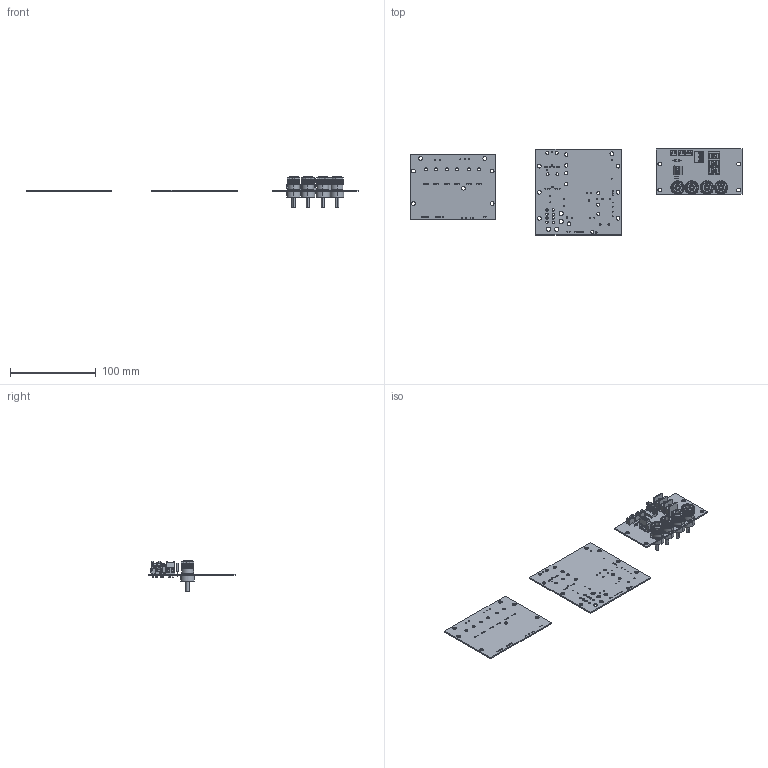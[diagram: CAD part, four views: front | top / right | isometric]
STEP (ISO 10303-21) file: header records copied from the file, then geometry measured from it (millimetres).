
FILE_DESCRIPTION(('KiCad electronic assembly'),'2;1');
FILE_NAME('InterfacePCB.step','2025-07-30T23:34:22',('Pcbnew'),('Kicad') ,'Open CASCADE STEP processor 7.9','KiCad to STEP converter','Unknown' );
FILE_SCHEMA(('AUTOMOTIVE_DESIGN { 1 0 10303 214 1 1 1 1 }'));
Length unit declared in the file: millimetre
Products named in the file (12): InterfacePCB 1; Conector P2.54mm 2P Male; Conector Banana Socket 1P Negro; Conector P5.08mm 3P Male; DG35C-B-03P-1Y-00L (H); R_Axial_DIN0207_L6.3mm_D2.5mm_P10.16mm_Horizontal; TerminalBlock_Phoenix_MKDS-1,5-2_1x02_P5.00mm_Horizontal; Conector Banana Socket 1P Rojo; LED_Rectangular_W5.0mm_H2.0mm; VFD_V1_PCB_1; VFD_V1_PCB_2; VFD_V1_PCB_3
Assembly tree (15 placements, depth 2):
  InterfacePCB 1
    Conector P2.54mm 2P Male  x3
    Conector Banana Socket 1P Negro  x2
    Conector P5.08mm 3P Male
    DG35C-B-03P-1Y-00L (H)
    R_Axial_DIN0207_L6.3mm_D2.5mm_P10.16mm_Horizontal
    TerminalBlock_Phoenix_MKDS-1,5-2_1x02_P5.00mm_Horizontal
    Conector Banana Socket 1P Rojo  x2
    LED_Rectangular_W5.0mm_H2.0mm
    VFD_V1_PCB_1
    VFD_V1_PCB_2
    VFD_V1_PCB_3
Bounding box: 387.74 x 100.44 x 35.8 mm (x, y, z)
Volume: 54430.2 mm3; surface area: 64505.8 mm2
Topology: 22 solids, 22 shells, 1824 faces, 5055 edges, 3358 vertices
Faces by surface type: cylinder 1290, plane 461, bspline 61, cone 8, torus 4
Full cylindrical faces by diameter (mm): 0.6 x4, 0.8 x2, 0.9 x2, 1 x4, 1.016 x2, 1.1 x39, 1.19 x23, 1.2 x10, 1.3 x2, 1.4 x4, 1.5 x2, 1.6 x9, 2 x2, 2.2 x3, 2.25 x1, 2.5 x2, 2.692 x8, 3.5 x14, 3.8 x2, 4 x2, 4.013 x4, 4.064 x4, 4.4 x19, 4.978 x4
Entity records: 42528 total; most frequent: CARTESIAN_POINT 10111, ORIENTED_EDGE 6426, DIRECTION 6366, EDGE_CURVE 3213, AXIS2_PLACEMENT_3D 2599, VERTEX_POINT 2130, FACE_BOUND 1547, EDGE_LOOP 1547
